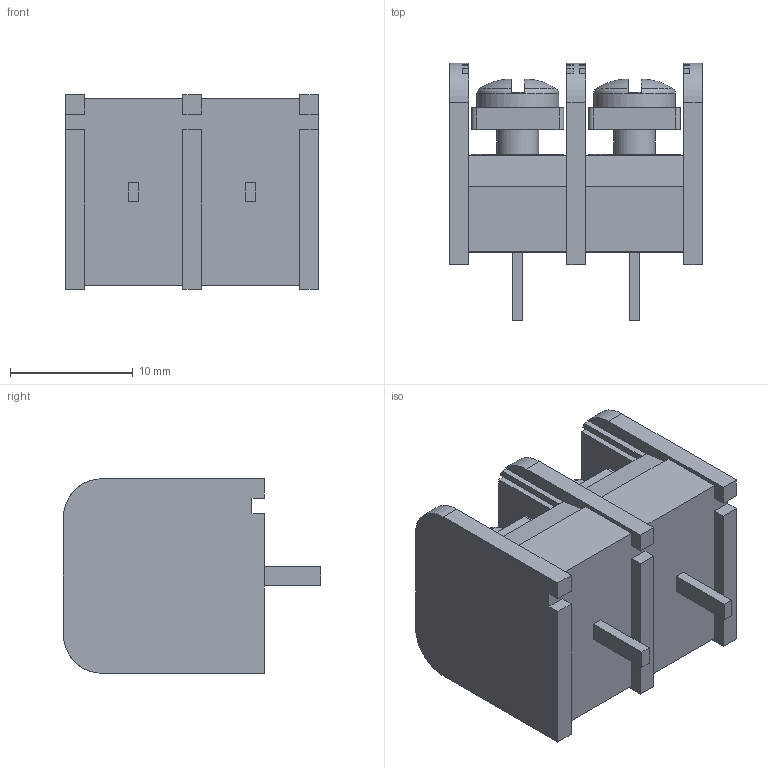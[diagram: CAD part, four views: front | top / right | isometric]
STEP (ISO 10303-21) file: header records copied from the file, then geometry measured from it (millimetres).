
FILE_DESCRIPTION (( 'STEP AP214' ), '1' );
FILE_NAME ('TE NC6-P108-02.STEP', '2017-01-08T07:14:02', ( '' ), ( '' ), 'SwSTEP 2.0', 'SolidWorks 2016', '' );
FILE_SCHEMA (( 'AUTOMOTIVE_DESIGN' ));
Length unit declared in the file: millimetre
Products named in the file (2): c-3-1437664-0-m-3d; TE NC6-P108-02
Assembly tree (1 placements, depth 2):
  TE NC6-P108-02
    c-3-1437664-0-m-3d
Bounding box: 20.6 x 20.95 x 15.88 mm (x, y, z)
Volume: 3379.7 mm3; surface area: 2785.8 mm2
Topology: 1 solids, 1 shells, 218 faces, 606 edges, 400 vertices
Faces by surface type: plane 180, cylinder 26, torus 8, bspline 4
Entity records: 7950 total; most frequent: CARTESIAN_POINT 1392, ORIENTED_EDGE 1212, DIRECTION 1130, EDGE_CURVE 606, VECTOR 470, LINE 470, VERTEX_POINT 400, AXIS2_PLACEMENT_3D 330
